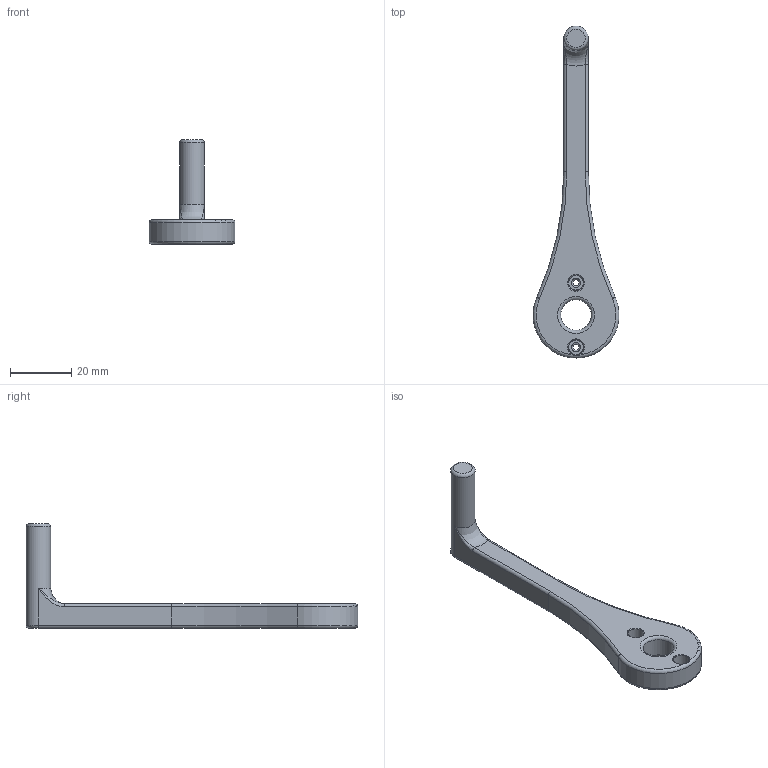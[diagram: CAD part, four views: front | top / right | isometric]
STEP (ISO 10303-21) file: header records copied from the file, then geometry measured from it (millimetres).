
FILE_DESCRIPTION(/* description */ ('','CAx-IF Rec.Pracs.---Representation and Presentation of Product Manufacturing Information (PMI)---4.0---2014-10-13'),/* implementation_level */ '2;1');
FILE_NAME(/* name */ 'Lever_Arm_R.step',/* time_stamp */ '2024-12-16T17:33:00+09:00',/* author */ (''),/* organization */ (''),/* preprocessor_version */ 'ST-DEVELOPER v20',/* originating_system */ 'Autodesk Translation Framework v13.20.0.188',/* authorisation */ '');
FILE_SCHEMA (('AP242_MANAGED_MODEL_BASED_3D_ENGINEERING_MIM_LF { 1 0 10303 442 1 1 4 }'));
Length unit declared in the file: millimetre
Products named in the file (1): Lever_Arm_R
Bounding box: 27.92 x 107.98 x 34 mm (x, y, z)
Volume: 11603.9 mm3; surface area: 5373.6 mm2
Topology: 1 solids, 1 shells, 42 faces, 97 edges, 56 vertices
Faces by surface type: torus 19, cylinder 13, plane 7, bspline 3
Full cylindrical faces by diameter (mm): 2 x2, 5.1 x2, 8 x1, 10 x1
Entity records: 1417 total; most frequent: CARTESIAN_POINT 395, DIRECTION 238, ORIENTED_EDGE 190, AXIS2_PLACEMENT_3D 109, EDGE_CURVE 95, CIRCLE 69, VERTEX_POINT 56, EDGE_LOOP 49
